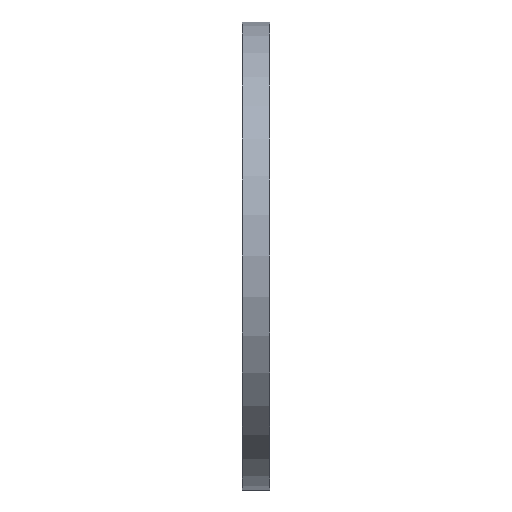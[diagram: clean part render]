
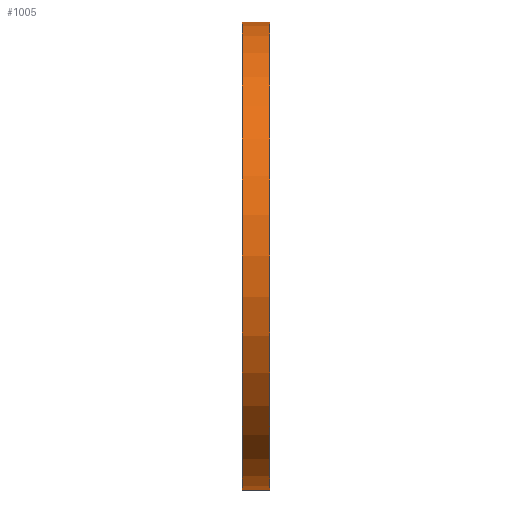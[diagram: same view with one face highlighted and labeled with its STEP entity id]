
A CAD part, left-side view. The second image highlights one B-rep face of the part: STEP entity #1005.
In plain terms, the highlighted cylindrical face has radius 187.5 mm (diameter 375 mm), a partial arc.
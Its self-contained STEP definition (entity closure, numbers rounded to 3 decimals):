
#73 = VERTEX_POINT ( 'NONE', #308 ) ;
#79 = VERTEX_POINT ( 'NONE', #316 ) ;
#80 = CARTESIAN_POINT ( 'NONE',  ( 0., 22., 187.5 ) ) ;
#120 = EDGE_CURVE ( 'NONE', #79, #281, #988, .T. ) ;
#128 = AXIS2_PLACEMENT_3D ( 'NONE', #501, #675, #238 ) ;
#181 = CARTESIAN_POINT ( 'NONE',  ( 0., 22., -187.5 ) ) ;
#201 = EDGE_CURVE ( 'NONE', #73, #281, #287, .T. ) ;
#238 = DIRECTION ( 'NONE',  ( 0., 0., 1. ) ) ;
#261 = DIRECTION ( 'NONE',  ( 0., -1., 0. ) ) ;
#281 = VERTEX_POINT ( 'NONE', #1010 ) ;
#287 = CIRCLE ( 'NONE', #128, 187.5 ) ;
#292 = VECTOR ( 'NONE', #261, 1000. ) ;
#308 = CARTESIAN_POINT ( 'NONE',  ( 0., 0., -187.5 ) ) ;
#316 = CARTESIAN_POINT ( 'NONE',  ( 0., 22., 187.5 ) ) ;
#361 = DIRECTION ( 'NONE',  ( 0., 1., 0. ) ) ;
#370 = ORIENTED_EDGE ( 'NONE', *, *, #201, .T. ) ;
#385 = CYLINDRICAL_SURFACE ( 'NONE', #750, 187.5 ) ;
#414 = DIRECTION ( 'NONE',  ( 0., -1., 0. ) ) ;
#416 = AXIS2_PLACEMENT_3D ( 'NONE', #849, #361, #1009 ) ;
#479 = DIRECTION ( 'NONE',  ( 0., -1., 0. ) ) ;
#501 = CARTESIAN_POINT ( 'NONE',  ( 0., 0., 0. ) ) ;
#675 = DIRECTION ( 'NONE',  ( 0., 1., 0. ) ) ;
#681 = CARTESIAN_POINT ( 'NONE',  ( 0., 22., -187.5 ) ) ;
#727 = EDGE_CURVE ( 'NONE', #760, #73, #912, .T. ) ;
#750 = AXIS2_PLACEMENT_3D ( 'NONE', #878, #479, #806 ) ;
#760 = VERTEX_POINT ( 'NONE', #681 ) ;
#788 = ORIENTED_EDGE ( 'NONE', *, *, #874, .F. ) ;
#799 = FACE_OUTER_BOUND ( 'NONE', #845, .T. ) ;
#806 = DIRECTION ( 'NONE',  ( 0., 0., -1. ) ) ;
#823 = ORIENTED_EDGE ( 'NONE', *, *, #120, .F. ) ;
#845 = EDGE_LOOP ( 'NONE', ( #823, #788, #925, #370 ) ) ;
#849 = CARTESIAN_POINT ( 'NONE',  ( 0., 22., 0. ) ) ;
#874 = EDGE_CURVE ( 'NONE', #760, #79, #876, .T. ) ;
#876 = CIRCLE ( 'NONE', #416, 187.5 ) ;
#878 = CARTESIAN_POINT ( 'NONE',  ( 0., 22., 0. ) ) ;
#912 = LINE ( 'NONE', #181, #956 ) ;
#925 = ORIENTED_EDGE ( 'NONE', *, *, #727, .T. ) ;
#956 = VECTOR ( 'NONE', #414, 1000. ) ;
#988 = LINE ( 'NONE', #80, #292 ) ;
#1005 = ADVANCED_FACE ( 'NONE', ( #799 ), #385, .T. ) ;
#1009 = DIRECTION ( 'NONE',  ( 0., 0., 1. ) ) ;
#1010 = CARTESIAN_POINT ( 'NONE',  ( 0., 0., 187.5 ) ) ;
